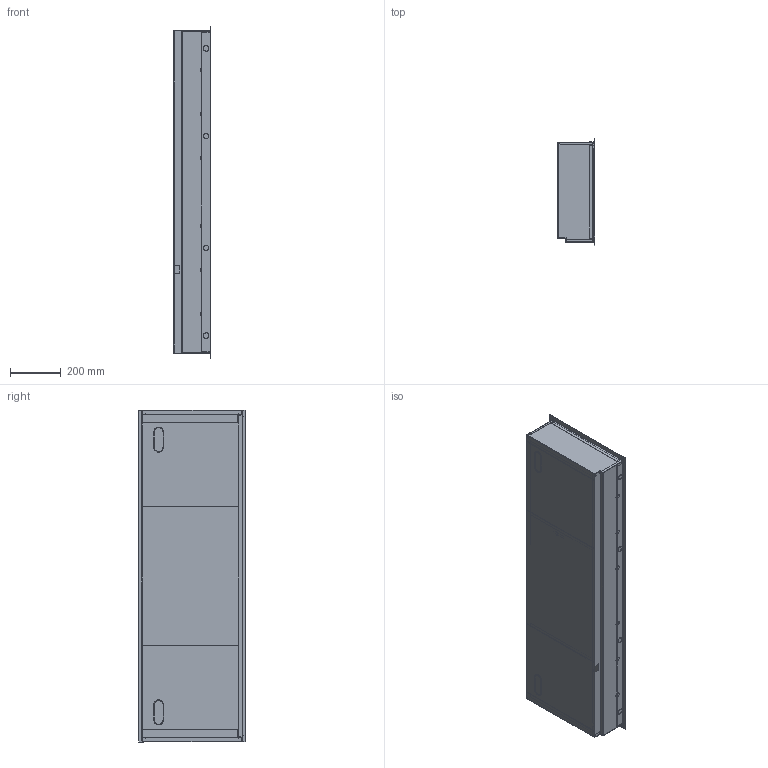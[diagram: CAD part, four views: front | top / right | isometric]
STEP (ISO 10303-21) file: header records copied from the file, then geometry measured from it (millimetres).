
FILE_DESCRIPTION (( 'STEP AP214' ), '1' );
FILE_NAME ('Ignite evolve 50 (EVO1200)_defeature.STEP', '2024-07-18T13:11:42', ( '' ), ( '' ), 'SwSTEP 2.0', 'SolidWorks 2023', '' );
FILE_SCHEMA (( 'AUTOMOTIVE_DESIGN' ));
Length unit declared in the file: millimetre
Products named in the file (1): Ignite evolve 50 (EVO1200)_defeature
Bounding box: 147.9 x 419.2 x 1306.3 mm (x, y, z)
Volume: 3527247.5 mm3; surface area: 3508379.7 mm2
Topology: 15 solids, 15 shells, 612 faces, 1440 edges, 886 vertices
Faces by surface type: plane 387, cylinder 136, torus 40, bspline 29, cone 20
Entity records: 24461 total; most frequent: CARTESIAN_POINT 3472, DIRECTION 2932, ORIENTED_EDGE 2880, EDGE_CURVE 1440, VECTOR 992, LINE 992, AXIS2_PLACEMENT_3D 970, VERTEX_POINT 886
